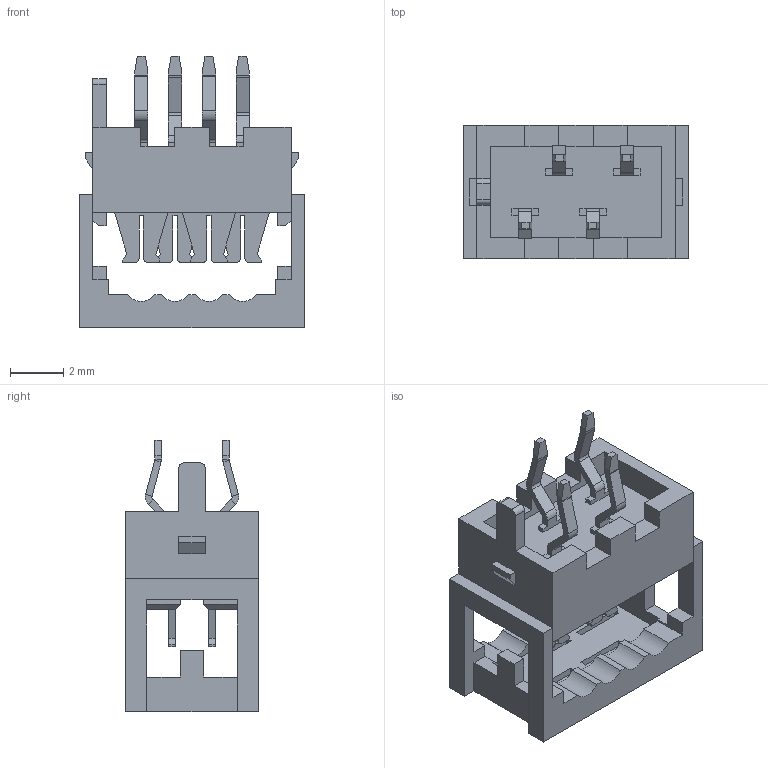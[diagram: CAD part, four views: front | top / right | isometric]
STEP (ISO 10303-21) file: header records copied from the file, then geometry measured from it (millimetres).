
FILE_DESCRIPTION (( 'STEP AP214' ), '1' );
FILE_NAME ('FID12708-044R1L-REF .STEP', '2025-04-18T10:42:11', ( '' ), ( '' ), 'SwSTEP 2.0', 'SolidWorks 2021', '' );
FILE_SCHEMA (( 'AUTOMOTIVE_DESIGN' ));
Length unit declared in the file: millimetre
Products named in the file (1): FID12708-044R1L-REF 
Bounding box: 8.45 x 5 x 10.19 mm (x, y, z)
Volume: 149.5 mm3; surface area: 430.7 mm2
Topology: 2 solids, 2 shells, 320 faces, 874 edges, 564 vertices
Faces by surface type: plane 278, cylinder 42
Entity records: 9981 total; most frequent: CARTESIAN_POINT 1759, ORIENTED_EDGE 1748, DIRECTION 1600, EDGE_CURVE 874, VECTOR 790, LINE 790, VERTEX_POINT 564, AXIS2_PLACEMENT_3D 405
